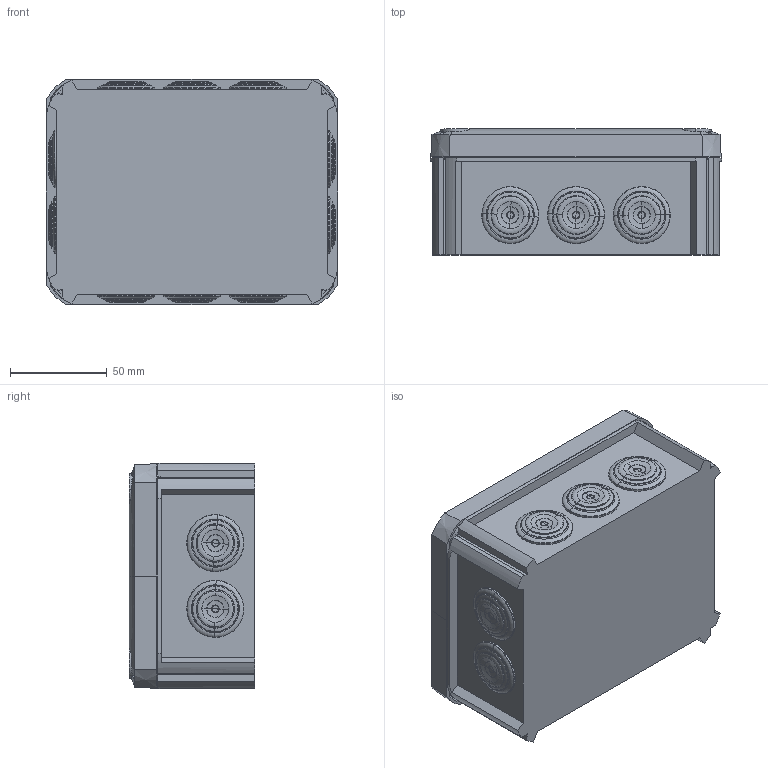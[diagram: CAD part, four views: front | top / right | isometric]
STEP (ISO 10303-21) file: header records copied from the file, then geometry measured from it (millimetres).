
FILE_DESCRIPTION (( 'STEP AP214' ), '1' );
FILE_NAME ('2007077.stp', '2016-10-11T08:17:04', ( '' ), ( '' ), 'SwSTEP 2.0', 'SolidWorks 2016', '' );
FILE_SCHEMA (( 'AUTOMOTIVE_DESIGN' ));
Length unit declared in the file: millimetre
Products named in the file (5): 0068977_LGR; ED950_Standard; ED540-02_01T100-IP66-VDE; ED540-01_M25-Einf”rungen; 2007077
Assembly tree (16 placements, depth 2):
  2007077
    ED540-01_M25-Einf”rungen
    ED540-02_01T100-IP66-VDE
    ED950_Standard  x4
    0068977_LGR  x10
Bounding box: 150.6 x 65.09 x 116.6 mm (x, y, z)
Volume: 203302.8 mm3; surface area: 194774.6 mm2
Topology: 21 solids, 21 shells, 1808 faces, 4123 edges, 2422 vertices
Faces by surface type: torus 494, cone 436, cylinder 411, plane 359, sphere 80, bspline 28
Entity records: 22444 total; most frequent: CARTESIAN_POINT 5097, ORIENTED_EDGE 3602, DIRECTION 3565, EDGE_CURVE 1801, AXIS2_PLACEMENT_3D 1338, VERTEX_POINT 1138, LINE 889, VECTOR 889
